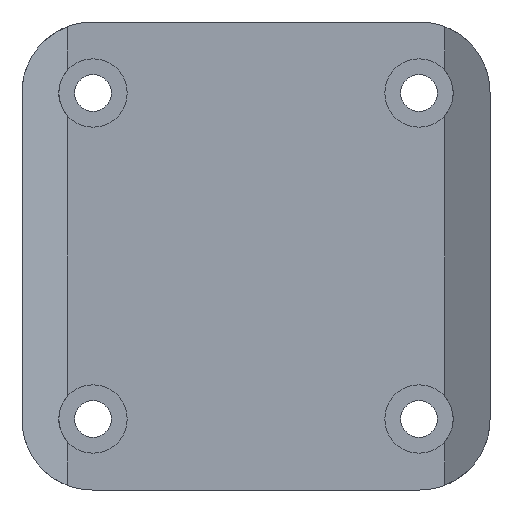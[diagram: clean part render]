
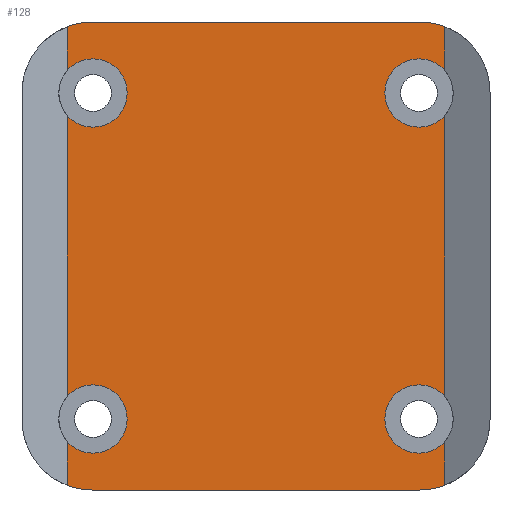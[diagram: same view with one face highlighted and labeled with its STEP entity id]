
A CAD part, front view. The second image highlights one B-rep face of the part: STEP entity #128.
In plain terms, the highlighted planar face has unit normal (0, -1, 0).
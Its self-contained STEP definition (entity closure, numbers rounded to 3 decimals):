
#21 = VERTEX_POINT ( 'NONE', #942 ) ;
#29 = VERTEX_POINT ( 'NONE', #109 ) ;
#34 = EDGE_CURVE ( 'NONE', #326, #288, #1052, .T. ) ;
#35 = CIRCLE ( 'NONE', #598, 6.7 ) ;
#38 = CARTESIAN_POINT ( 'NONE',  ( -15.5, 38.6, -37.75 ) ) ;
#39 = AXIS2_PLACEMENT_3D ( 'NONE', #773, #557, #789 ) ;
#49 = DIRECTION ( 'NONE',  ( 0., -1., 0. ) ) ;
#58 = AXIS2_PLACEMENT_3D ( 'NONE', #839, #1151, #945 ) ;
#61 = CIRCLE ( 'NONE', #1109, 3.25 ) ;
#62 = CARTESIAN_POINT ( 'NONE',  ( 20.1, 38.6, -44.5 ) ) ;
#71 = VERTEX_POINT ( 'NONE', #336 ) ;
#82 = CARTESIAN_POINT ( 'NONE',  ( -18.75, 38.6, -37.75 ) ) ;
#86 = DIRECTION ( 'NONE',  ( 1., 0., 0. ) ) ;
#90 = EDGE_CURVE ( 'NONE', #1039, #1334, #35, .T. ) ;
#91 = VERTEX_POINT ( 'NONE', #772 ) ;
#100 = DIRECTION ( 'NONE',  ( 1., 0., 0. ) ) ;
#109 = CARTESIAN_POINT ( 'NONE',  ( -12.25, 38.6, -37.75 ) ) ;
#113 = CARTESIAN_POINT ( 'NONE',  ( 15.55, 38.6, -44.5 ) ) ;
#128 = ADVANCED_FACE ( 'NONE', ( #354, #1008, #164, #374, #368 ), #583, .T. ) ;
#140 = EDGE_LOOP ( 'NONE', ( #414, #1080 ) ) ;
#147 = VERTEX_POINT ( 'NONE', #82 ) ;
#150 = DIRECTION ( 'NONE',  ( 0., -1., 0. ) ) ;
#162 = CARTESIAN_POINT ( 'NONE',  ( -20.1, 38.6, -1.782 ) ) ;
#164 = FACE_BOUND ( 'NONE', #958, .T. ) ;
#212 = AXIS2_PLACEMENT_3D ( 'NONE', #617, #511, #527 ) ;
#214 = VECTOR ( 'NONE', #986, 1000. ) ;
#216 = CARTESIAN_POINT ( 'NONE',  ( 18.75, 38.6, -37.75 ) ) ;
#230 = CARTESIAN_POINT ( 'NONE',  ( -12.25, 38.6, -6.75 ) ) ;
#252 = EDGE_CURVE ( 'NONE', #567, #91, #61, .T. ) ;
#267 = CIRCLE ( 'NONE', #212, 6.7 ) ;
#276 = ORIENTED_EDGE ( 'NONE', *, *, #34, .T. ) ;
#279 = CARTESIAN_POINT ( 'NONE',  ( -15.5, 38.6, -6.75 ) ) ;
#285 = DIRECTION ( 'NONE',  ( 1., 0., 0. ) ) ;
#288 = VERTEX_POINT ( 'NONE', #113 ) ;
#293 = CARTESIAN_POINT ( 'NONE',  ( 15.5, 38.6, -6.75 ) ) ;
#310 = CARTESIAN_POINT ( 'NONE',  ( 12.25, 38.6, -6.75 ) ) ;
#313 = DIRECTION ( 'NONE',  ( 1., 0., 0. ) ) ;
#326 = VERTEX_POINT ( 'NONE', #858 ) ;
#329 = DIRECTION ( 'NONE',  ( 1., 0., 0. ) ) ;
#334 = EDGE_CURVE ( 'NONE', #1135, #1334, #1257, .T. ) ;
#336 = CARTESIAN_POINT ( 'NONE',  ( 20.1, 38.6, -42.718 ) ) ;
#341 = CARTESIAN_POINT ( 'NONE',  ( 15.5, 38.6, -37.75 ) ) ;
#354 = FACE_BOUND ( 'NONE', #421, .T. ) ;
#365 = EDGE_CURVE ( 'NONE', #623, #1114, #479, .T. ) ;
#368 = FACE_OUTER_BOUND ( 'NONE', #603, .T. ) ;
#370 = VERTEX_POINT ( 'NONE', #216 ) ;
#374 = FACE_BOUND ( 'NONE', #140, .T. ) ;
#414 = ORIENTED_EDGE ( 'NONE', *, *, #1004, .F. ) ;
#421 = EDGE_LOOP ( 'NONE', ( #733, #1170 ) ) ;
#425 = DIRECTION ( 'NONE',  ( 0., -1., 0. ) ) ;
#432 = ORIENTED_EDGE ( 'NONE', *, *, #1165, .F. ) ;
#449 = EDGE_CURVE ( 'NONE', #370, #21, #761, .T. ) ;
#462 = CIRCLE ( 'NONE', #1238, 6.7 ) ;
#463 = CARTESIAN_POINT ( 'NONE',  ( -15.55, 38.6, -6.7 ) ) ;
#465 = VERTEX_POINT ( 'NONE', #979 ) ;
#470 = CARTESIAN_POINT ( 'NONE',  ( -20.1, 38.6, -42.718 ) ) ;
#479 = CIRCLE ( 'NONE', #58, 3.25 ) ;
#511 = DIRECTION ( 'NONE',  ( 0., -1., 0. ) ) ;
#513 = AXIS2_PLACEMENT_3D ( 'NONE', #62, #49, #800 ) ;
#523 = DIRECTION ( 'NONE',  ( 0., -1., 0. ) ) ;
#527 = DIRECTION ( 'NONE',  ( 1., 0., 0. ) ) ;
#531 = CARTESIAN_POINT ( 'NONE',  ( 20.1, 38.6, -44.5 ) ) ;
#546 = CARTESIAN_POINT ( 'NONE',  ( -15.55, 38.6, 0. ) ) ;
#557 = DIRECTION ( 'NONE',  ( 0., -1., 0. ) ) ;
#561 = DIRECTION ( 'NONE',  ( 1., 0., 0. ) ) ;
#567 = VERTEX_POINT ( 'NONE', #310 ) ;
#583 = PLANE ( 'NONE',  #513 ) ;
#596 = ORIENTED_EDGE ( 'NONE', *, *, #90, .T. ) ;
#598 = AXIS2_PLACEMENT_3D ( 'NONE', #463, #1209, #982 ) ;
#602 = DIRECTION ( 'NONE',  ( 1., 0., 0. ) ) ;
#603 = EDGE_LOOP ( 'NONE', ( #609, #649, #276, #829, #1162, #1016, #930, #596 ) ) ;
#609 = ORIENTED_EDGE ( 'NONE', *, *, #334, .F. ) ;
#617 = CARTESIAN_POINT ( 'NONE',  ( 15.55, 38.6, -6.7 ) ) ;
#623 = VERTEX_POINT ( 'NONE', #964 ) ;
#649 = ORIENTED_EDGE ( 'NONE', *, *, #969, .T. ) ;
#666 = EDGE_CURVE ( 'NONE', #21, #370, #793, .T. ) ;
#679 = VERTEX_POINT ( 'NONE', #1083 ) ;
#695 = VECTOR ( 'NONE', #952, 1000. ) ;
#709 = EDGE_LOOP ( 'NONE', ( #1133, #432 ) ) ;
#711 = AXIS2_PLACEMENT_3D ( 'NONE', #341, #1289, #561 ) ;
#721 = CARTESIAN_POINT ( 'NONE',  ( -15.5, 38.6, -37.75 ) ) ;
#727 = DIRECTION ( 'NONE',  ( 0., -1., 0. ) ) ;
#733 = ORIENTED_EDGE ( 'NONE', *, *, #365, .F. ) ;
#761 = CIRCLE ( 'NONE', #711, 3.25 ) ;
#772 = CARTESIAN_POINT ( 'NONE',  ( 18.75, 38.6, -6.75 ) ) ;
#773 = CARTESIAN_POINT ( 'NONE',  ( 15.5, 38.6, -37.75 ) ) ;
#789 = DIRECTION ( 'NONE',  ( 1., 0., 0. ) ) ;
#793 = CIRCLE ( 'NONE', #39, 3.25 ) ;
#800 = DIRECTION ( 'NONE',  ( 1., 0., 0. ) ) ;
#829 = ORIENTED_EDGE ( 'NONE', *, *, #1097, .T. ) ;
#830 = CIRCLE ( 'NONE', #1261, 3.25 ) ;
#839 = CARTESIAN_POINT ( 'NONE',  ( -15.5, 38.6, -6.75 ) ) ;
#858 = CARTESIAN_POINT ( 'NONE',  ( -15.55, 38.6, -44.5 ) ) ;
#880 = LINE ( 'NONE', #993, #214 ) ;
#900 = EDGE_CURVE ( 'NONE', #1039, #465, #1214, .T. ) ;
#902 = AXIS2_PLACEMENT_3D ( 'NONE', #279, #1001, #285 ) ;
#911 = EDGE_CURVE ( 'NONE', #1114, #623, #1025, .T. ) ;
#930 = ORIENTED_EDGE ( 'NONE', *, *, #900, .F. ) ;
#942 = CARTESIAN_POINT ( 'NONE',  ( 12.25, 38.6, -37.75 ) ) ;
#945 = DIRECTION ( 'NONE',  ( 1., 0., 0. ) ) ;
#948 = DIRECTION ( 'NONE',  ( 1., 0., 0. ) ) ;
#952 = DIRECTION ( 'NONE',  ( 0., 0., 1. ) ) ;
#958 = EDGE_LOOP ( 'NONE', ( #1350, #1078 ) ) ;
#961 = DIRECTION ( 'NONE',  ( 1., 0., 0. ) ) ;
#963 = AXIS2_PLACEMENT_3D ( 'NONE', #1271, #727, #100 ) ;
#964 = CARTESIAN_POINT ( 'NONE',  ( -18.75, 38.6, -6.75 ) ) ;
#969 = EDGE_CURVE ( 'NONE', #1135, #326, #462, .T. ) ;
#972 = DIRECTION ( 'NONE',  ( 1., 0., 0. ) ) ;
#979 = CARTESIAN_POINT ( 'NONE',  ( 15.55, 38.6, 0. ) ) ;
#982 = DIRECTION ( 'NONE',  ( 1., 0., 0. ) ) ;
#986 = DIRECTION ( 'NONE',  ( 0., 0., 1. ) ) ;
#993 = CARTESIAN_POINT ( 'NONE',  ( 20.1, 38.6, -44.5 ) ) ;
#1001 = DIRECTION ( 'NONE',  ( 0., -1., 0. ) ) ;
#1002 = VECTOR ( 'NONE', #948, 1000. ) ;
#1004 = EDGE_CURVE ( 'NONE', #147, #29, #830, .T. ) ;
#1008 = FACE_BOUND ( 'NONE', #709, .T. ) ;
#1016 = ORIENTED_EDGE ( 'NONE', *, *, #1195, .T. ) ;
#1019 = DIRECTION ( 'NONE',  ( 0., -1., 0. ) ) ;
#1025 = CIRCLE ( 'NONE', #902, 3.25 ) ;
#1039 = VERTEX_POINT ( 'NONE', #546 ) ;
#1050 = CARTESIAN_POINT ( 'NONE',  ( -20.1, 38.6, -44.5 ) ) ;
#1052 = LINE ( 'NONE', #531, #1002 ) ;
#1078 = ORIENTED_EDGE ( 'NONE', *, *, #449, .F. ) ;
#1080 = ORIENTED_EDGE ( 'NONE', *, *, #1119, .F. ) ;
#1083 = CARTESIAN_POINT ( 'NONE',  ( 20.1, 38.6, -1.782 ) ) ;
#1097 = EDGE_CURVE ( 'NONE', #288, #71, #1181, .T. ) ;
#1109 = AXIS2_PLACEMENT_3D ( 'NONE', #293, #1019, #86 ) ;
#1114 = VERTEX_POINT ( 'NONE', #230 ) ;
#1119 = EDGE_CURVE ( 'NONE', #29, #147, #1134, .T. ) ;
#1126 = CARTESIAN_POINT ( 'NONE',  ( 20.1, 38.6, 0. ) ) ;
#1133 = ORIENTED_EDGE ( 'NONE', *, *, #252, .F. ) ;
#1134 = CIRCLE ( 'NONE', #1348, 3.25 ) ;
#1135 = VERTEX_POINT ( 'NONE', #470 ) ;
#1137 = CARTESIAN_POINT ( 'NONE',  ( -15.55, 38.6, -37.8 ) ) ;
#1151 = DIRECTION ( 'NONE',  ( 0., -1., 0. ) ) ;
#1162 = ORIENTED_EDGE ( 'NONE', *, *, #1293, .T. ) ;
#1165 = EDGE_CURVE ( 'NONE', #91, #567, #1205, .T. ) ;
#1170 = ORIENTED_EDGE ( 'NONE', *, *, #911, .F. ) ;
#1181 = CIRCLE ( 'NONE', #1287, 6.7 ) ;
#1195 = EDGE_CURVE ( 'NONE', #679, #465, #267, .T. ) ;
#1205 = CIRCLE ( 'NONE', #963, 3.25 ) ;
#1209 = DIRECTION ( 'NONE',  ( 0., -1., 0. ) ) ;
#1214 = LINE ( 'NONE', #1126, #1219 ) ;
#1219 = VECTOR ( 'NONE', #602, 1000. ) ;
#1238 = AXIS2_PLACEMENT_3D ( 'NONE', #1137, #425, #313 ) ;
#1257 = LINE ( 'NONE', #1050, #695 ) ;
#1261 = AXIS2_PLACEMENT_3D ( 'NONE', #721, #523, #329 ) ;
#1271 = CARTESIAN_POINT ( 'NONE',  ( 15.5, 38.6, -6.75 ) ) ;
#1274 = DIRECTION ( 'NONE',  ( 0., -1., 0. ) ) ;
#1287 = AXIS2_PLACEMENT_3D ( 'NONE', #1290, #1274, #961 ) ;
#1289 = DIRECTION ( 'NONE',  ( 0., -1., 0. ) ) ;
#1290 = CARTESIAN_POINT ( 'NONE',  ( 15.55, 38.6, -37.8 ) ) ;
#1293 = EDGE_CURVE ( 'NONE', #71, #679, #880, .T. ) ;
#1334 = VERTEX_POINT ( 'NONE', #162 ) ;
#1348 = AXIS2_PLACEMENT_3D ( 'NONE', #38, #150, #972 ) ;
#1350 = ORIENTED_EDGE ( 'NONE', *, *, #666, .F. ) ;
